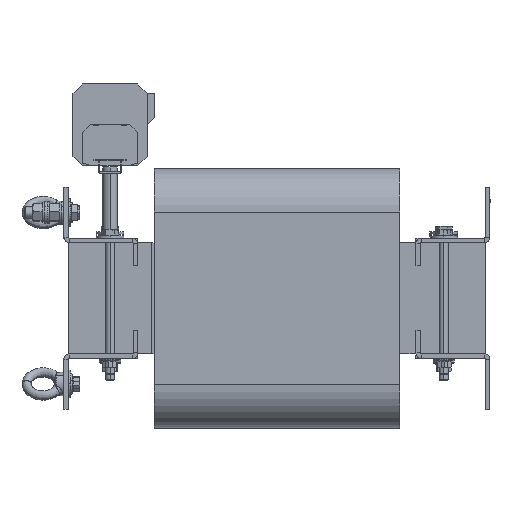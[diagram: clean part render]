
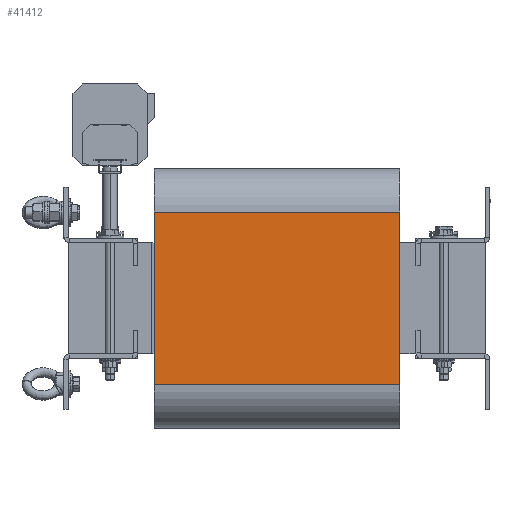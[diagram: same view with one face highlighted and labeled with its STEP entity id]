
A CAD part, left-side view. The second image highlights one B-rep face of the part: STEP entity #41412.
In plain terms, the highlighted planar face has unit normal (-1, 0, 0).
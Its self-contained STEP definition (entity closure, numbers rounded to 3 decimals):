
#383 = PLANE ( 'NONE',  #5464 ) ;
#540 = DIRECTION ( 'NONE',  ( 0., 1., 0. ) ) ;
#1144 = LINE ( 'NONE', #15963, #11769 ) ;
#3668 = LINE ( 'NONE', #10715, #9837 ) ;
#5464 = AXIS2_PLACEMENT_3D ( 'NONE', #14918, #11020, #540 ) ;
#5901 = ORIENTED_EDGE ( 'NONE', *, *, #26039, .T. ) ;
#6640 = ORIENTED_EDGE ( 'NONE', *, *, #33407, .F. ) ;
#8812 = FACE_OUTER_BOUND ( 'NONE', #19149, .T. ) ;
#8820 = CARTESIAN_POINT ( 'NONE',  ( -265., 132.5, -93. ) ) ;
#9837 = VECTOR ( 'NONE', #39386, 1000. ) ;
#10426 = VERTEX_POINT ( 'NONE', #8820 ) ;
#10715 = CARTESIAN_POINT ( 'NONE',  ( -265., 132.5, 0. ) ) ;
#11020 = DIRECTION ( 'NONE',  ( -1., 0., 0. ) ) ;
#11769 = VECTOR ( 'NONE', #41051, 1000. ) ;
#14407 = CARTESIAN_POINT ( 'NONE',  ( -265., -132.5, 93. ) ) ;
#14918 = CARTESIAN_POINT ( 'NONE',  ( -265., 132.5, 0. ) ) ;
#15963 = CARTESIAN_POINT ( 'NONE',  ( -265., -132.5, 0. ) ) ;
#19149 = EDGE_LOOP ( 'NONE', ( #6640, #29114, #5901, #28535 ) ) ;
#20067 = VERTEX_POINT ( 'NONE', #28179 ) ;
#21539 = VERTEX_POINT ( 'NONE', #33375 ) ;
#22678 = LINE ( 'NONE', #26646, #31084 ) ;
#22710 = DIRECTION ( 'NONE',  ( 0., -1., 0. ) ) ;
#26039 = EDGE_CURVE ( 'Defeature ausgef�hrt1_51+Defeature ausgef�hrt1_52+Defeature ausgef�hrt1_44+Defeature ausgef�hrt1_50', #20067, #10426, #3668, .T. ) ;
#26646 = CARTESIAN_POINT ( 'NONE',  ( -265., 132.5, 93. ) ) ;
#28179 = CARTESIAN_POINT ( 'NONE',  ( -265., 132.5, 93. ) ) ;
#28535 = ORIENTED_EDGE ( 'NONE', *, *, #39666, .T. ) ;
#29114 = ORIENTED_EDGE ( 'NONE', *, *, #45714, .F. ) ;
#30470 = VERTEX_POINT ( 'NONE', #14407 ) ;
#30760 = VECTOR ( 'NONE', #22710, 1000. ) ;
#31084 = VECTOR ( 'NONE', #44789, 1000. ) ;
#33375 = CARTESIAN_POINT ( 'NONE',  ( -265., -132.5, -93. ) ) ;
#33407 = EDGE_CURVE ( 'Defeature ausgef�hrt1_53+Defeature ausgef�hrt1_51+Defeature ausgef�hrt1_44+Defeature ausgef�hrt1_50', #30470, #21539, #1144, .T. ) ;
#39386 = DIRECTION ( 'NONE',  ( 0., 0., -1. ) ) ;
#39666 = EDGE_CURVE ( 'Defeature ausgef�hrt1_51+Defeature ausgef�hrt1_50+Defeature ausgef�hrt1_52+Defeature ausgef�hrt1_53', #10426, #21539, #44208, .T. ) ;
#40568 = CARTESIAN_POINT ( 'NONE',  ( -265., 132.5, -93. ) ) ;
#41051 = DIRECTION ( 'NONE',  ( 0., 0., -1. ) ) ;
#41412 = ADVANCED_FACE ( 'Defeature ausgef�hrt1_51', ( #8812 ), #383, .T. ) ;
#44208 = LINE ( 'NONE', #40568, #30760 ) ;
#44789 = DIRECTION ( 'NONE',  ( 0., -1., 0. ) ) ;
#45714 = EDGE_CURVE ( 'Defeature ausgef�hrt1_44+Defeature ausgef�hrt1_51+Defeature ausgef�hrt1_52+Defeature ausgef�hrt1_53', #20067, #30470, #22678, .T. ) ;
